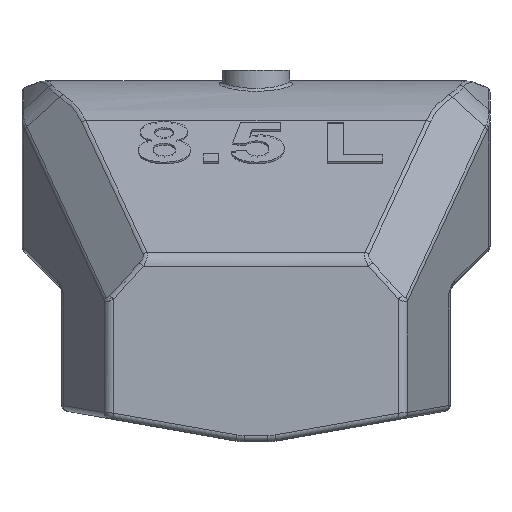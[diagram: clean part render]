
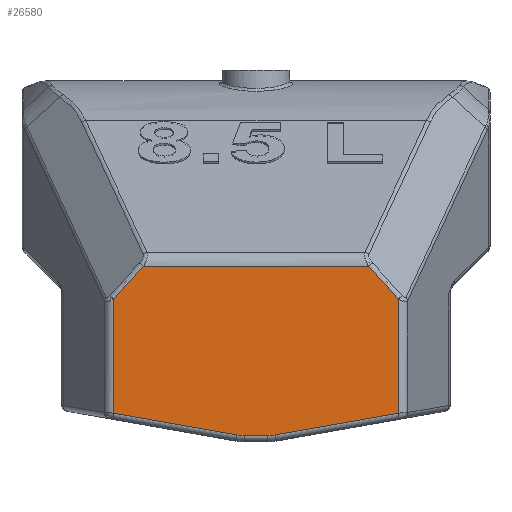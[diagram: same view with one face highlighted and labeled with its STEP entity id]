
A CAD part, top view. The second image highlights one B-rep face of the part: STEP entity #26580.
In plain terms, the highlighted planar face has unit normal (0, 0, 1).
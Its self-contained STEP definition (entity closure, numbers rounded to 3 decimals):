
#25119 = VERTEX_POINT('',#25120);
#25120 = CARTESIAN_POINT('',(71.7,-18.2,
    478.843));
#25127 = EDGE_CURVE('',#25119,#25128,#25130,.T.);
#25128 = VERTEX_POINT('',#25129);
#25129 = CARTESIAN_POINT('',(71.7,-75.724,
    478.843));
#25130 = LINE('',#25131,#25132);
#25131 = CARTESIAN_POINT('',(71.7,79.337,
    478.843));
#25132 = VECTOR('',#25133,1.);
#25133 = DIRECTION('',(0.,-1.,0.));
#25545 = EDGE_CURVE('',#25128,#25546,#25548,.T.);
#25546 = VERTEX_POINT('',#25547);
#25547 = CARTESIAN_POINT('',(9.637,-86.668,
    478.843));
#25548 = LINE('',#25549,#25550);
#25549 = CARTESIAN_POINT('',(39.381,-81.423,
    478.843));
#25550 = VECTOR('',#25551,1.);
#25551 = DIRECTION('',(-0.985,-0.174,
    0.));
#25570 = EDGE_CURVE('',#25546,#25571,#25573,.T.);
#25571 = VERTEX_POINT('',#25572);
#25572 = CARTESIAN_POINT('',(5.817,-87.002,
    478.843));
#25573 = CIRCLE('',#25574,22.);
#25574 = AXIS2_PLACEMENT_3D('',#25575,#25576,#25577);
#25575 = CARTESIAN_POINT('',(5.817,-65.002,
    478.843));
#25576 = DIRECTION('',(0.,0.,-1.));
#25577 = DIRECTION('',(0.087,-0.996,
    0.));
#25596 = EDGE_CURVE('',#25571,#25597,#25599,.T.);
#25597 = VERTEX_POINT('',#25598);
#25598 = CARTESIAN_POINT('',(-5.809,-87.002,
    478.843));
#25599 = LINE('',#25600,#25601);
#25600 = CARTESIAN_POINT('',(0.004,-87.002,
    478.843));
#25601 = VECTOR('',#25602,1.);
#25602 = DIRECTION('',(-1.,0.,0.));
#25621 = EDGE_CURVE('',#25597,#25622,#25624,.T.);
#25622 = VERTEX_POINT('',#25623);
#25623 = CARTESIAN_POINT('',(-9.629,-86.668,
    478.843));
#25624 = CIRCLE('',#25625,22.);
#25625 = AXIS2_PLACEMENT_3D('',#25626,#25627,#25628);
#25626 = CARTESIAN_POINT('',(-5.809,-65.002,
    478.843));
#25627 = DIRECTION('',(0.,0.,-1.));
#25628 = DIRECTION('',(-0.087,-0.996,
    0.));
#25647 = EDGE_CURVE('',#25622,#25648,#25650,.T.);
#25648 = VERTEX_POINT('',#25649);
#25649 = CARTESIAN_POINT('',(-71.692,-75.724,
    478.843));
#25650 = LINE('',#25651,#25652);
#25651 = CARTESIAN_POINT('',(-39.373,-81.423,
    478.843));
#25652 = VECTOR('',#25653,1.);
#25653 = DIRECTION('',(-0.985,0.174,0.
    ));
#25972 = VERTEX_POINT('',#25973);
#25973 = CARTESIAN_POINT('',(-56.827,-1.621,
    478.843));
#25980 = EDGE_CURVE('',#25972,#25981,#25983,.T.);
#25981 = VERTEX_POINT('',#25982);
#25982 = CARTESIAN_POINT('',(56.835,-1.621,
    478.843));
#25983 = LINE('',#25984,#25985);
#25984 = CARTESIAN_POINT('',(0.004,-1.621,
    478.843));
#25985 = VECTOR('',#25986,1.);
#25986 = DIRECTION('',(1.,0.,0.));
#26174 = EDGE_CURVE('',#25981,#25119,#26175,.T.);
#26175 = LINE('',#26176,#26177);
#26176 = CARTESIAN_POINT('',(24.549,34.389,
    478.843));
#26177 = VECTOR('',#26178,1.);
#26178 = DIRECTION('',(0.668,-0.745,
    0.));
#26560 = VERTEX_POINT('',#26561);
#26561 = CARTESIAN_POINT('',(-71.692,-18.2,
    478.843));
#26570 = EDGE_CURVE('',#25648,#26560,#26571,.T.);
#26571 = LINE('',#26572,#26573);
#26572 = CARTESIAN_POINT('',(-71.692,79.337,
    478.843));
#26573 = VECTOR('',#26574,1.);
#26574 = DIRECTION('',(0.,1.,0.));
#26580 = ADVANCED_FACE('',(#26581),#26598,.T.);
#26581 = FACE_BOUND('',#26582,.T.);
#26582 = EDGE_LOOP('',(#26583,#26589,#26590,#26591,#26592,#26593,#26594,
    #26595,#26596,#26597));
#26583 = ORIENTED_EDGE('',*,*,#26584,.F.);
#26584 = EDGE_CURVE('',#26560,#25972,#26585,.T.);
#26585 = LINE('',#26586,#26587);
#26586 = CARTESIAN_POINT('',(-34.84,22.902,
    478.843));
#26587 = VECTOR('',#26588,1.);
#26588 = DIRECTION('',(0.668,0.745,0.
    ));
#26589 = ORIENTED_EDGE('',*,*,#26570,.F.);
#26590 = ORIENTED_EDGE('',*,*,#25647,.F.);
#26591 = ORIENTED_EDGE('',*,*,#25621,.F.);
#26592 = ORIENTED_EDGE('',*,*,#25596,.F.);
#26593 = ORIENTED_EDGE('',*,*,#25570,.F.);
#26594 = ORIENTED_EDGE('',*,*,#25545,.F.);
#26595 = ORIENTED_EDGE('',*,*,#25127,.F.);
#26596 = ORIENTED_EDGE('',*,*,#26174,.F.);
#26597 = ORIENTED_EDGE('',*,*,#25980,.F.);
#26598 = PLANE('',#26599);
#26599 = AXIS2_PLACEMENT_3D('',#26600,#26601,#26602);
#26600 = CARTESIAN_POINT('',(0.004,65.276,
    478.843));
#26601 = DIRECTION('',(0.,0.,1.));
#26602 = DIRECTION('',(0.,-1.,0.));
